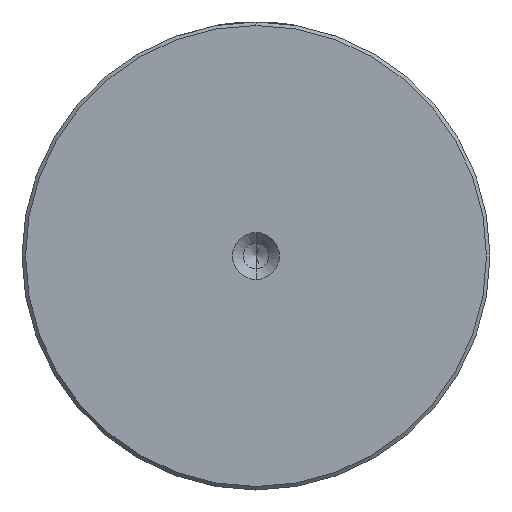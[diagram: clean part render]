
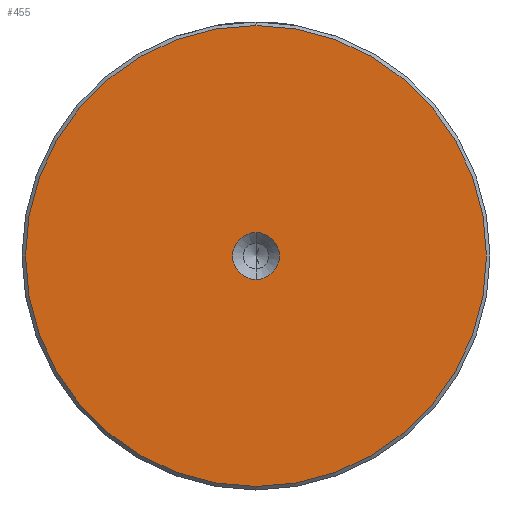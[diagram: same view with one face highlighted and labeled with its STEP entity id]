
A CAD part, left-side view. The second image highlights one B-rep face of the part: STEP entity #455.
In plain terms, the highlighted planar face has unit normal (-1, 0, 0).
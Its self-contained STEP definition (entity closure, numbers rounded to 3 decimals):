
#88 = FACE_BOUND ( 'NONE', #1286, .T. ) ;
#104 = CARTESIAN_POINT ( 'NONE',  ( 0., 0., 32.5 ) ) ;
#114 = DIRECTION ( 'NONE',  ( 0., 0., 1. ) ) ;
#188 = CARTESIAN_POINT ( 'NONE',  ( 0., 0., 0. ) ) ;
#227 = DIRECTION ( 'NONE',  ( -1., 0., 0. ) ) ;
#394 = DIRECTION ( 'NONE',  ( 0., 0., 1. ) ) ;
#455 = ADVANCED_FACE ( 'NONE', ( #1662, #88 ), #2463, .T. ) ;
#456 = EDGE_LOOP ( 'NONE', ( #2052, #2483 ) ) ;
#467 = CARTESIAN_POINT ( 'NONE',  ( 0., 0., 0. ) ) ;
#546 = CIRCLE ( 'NONE', #1357, 3.3 ) ;
#553 = CARTESIAN_POINT ( 'NONE',  ( 0., 0., -3.3 ) ) ;
#662 = DIRECTION ( 'NONE',  ( 0., 0., 1. ) ) ;
#699 = CARTESIAN_POINT ( 'NONE',  ( 0., 0., 3.3 ) ) ;
#741 = AXIS2_PLACEMENT_3D ( 'NONE', #188, #1572, #394 ) ;
#849 = CARTESIAN_POINT ( 'NONE',  ( 0., 0., -32.5 ) ) ;
#856 = ORIENTED_EDGE ( 'NONE', *, *, #1196, .F. ) ;
#917 = VERTEX_POINT ( 'NONE', #553 ) ;
#934 = AXIS2_PLACEMENT_3D ( 'NONE', #2473, #2297, #1718 ) ;
#1023 = CIRCLE ( 'NONE', #741, 32.5 ) ;
#1040 = EDGE_CURVE ( 'NONE', #1444, #917, #546, .T. ) ;
#1196 = EDGE_CURVE ( 'NONE', #917, #1444, #2353, .T. ) ;
#1218 = VERTEX_POINT ( 'NONE', #104 ) ;
#1243 = CIRCLE ( 'NONE', #1385, 32.5 ) ;
#1286 = EDGE_LOOP ( 'NONE', ( #2497, #856 ) ) ;
#1296 = DIRECTION ( 'NONE',  ( -1., 0., 0. ) ) ;
#1357 = AXIS2_PLACEMENT_3D ( 'NONE', #1413, #227, #1608 ) ;
#1385 = AXIS2_PLACEMENT_3D ( 'NONE', #467, #1822, #662 ) ;
#1413 = CARTESIAN_POINT ( 'NONE',  ( 0., 0., 0. ) ) ;
#1444 = VERTEX_POINT ( 'NONE', #699 ) ;
#1572 = DIRECTION ( 'NONE',  ( -1., 0., 0. ) ) ;
#1608 = DIRECTION ( 'NONE',  ( 0., 0., 1. ) ) ;
#1662 = FACE_OUTER_BOUND ( 'NONE', #456, .T. ) ;
#1716 = EDGE_CURVE ( 'NONE', #1218, #2312, #1243, .T. ) ;
#1718 = DIRECTION ( 'NONE',  ( 0., 0., 1. ) ) ;
#1822 = DIRECTION ( 'NONE',  ( -1., 0., 0. ) ) ;
#2052 = ORIENTED_EDGE ( 'NONE', *, *, #2136, .T. ) ;
#2136 = EDGE_CURVE ( 'NONE', #2312, #1218, #1023, .T. ) ;
#2297 = DIRECTION ( 'NONE',  ( -1., 0., 0. ) ) ;
#2312 = VERTEX_POINT ( 'NONE', #849 ) ;
#2353 = CIRCLE ( 'NONE', #2522, 3.3 ) ;
#2453 = CARTESIAN_POINT ( 'NONE',  ( 0., 0., 0. ) ) ;
#2463 = PLANE ( 'NONE',  #934 ) ;
#2473 = CARTESIAN_POINT ( 'NONE',  ( 0., 0., 0. ) ) ;
#2483 = ORIENTED_EDGE ( 'NONE', *, *, #1716, .T. ) ;
#2497 = ORIENTED_EDGE ( 'NONE', *, *, #1040, .F. ) ;
#2522 = AXIS2_PLACEMENT_3D ( 'NONE', #2453, #1296, #114 ) ;
